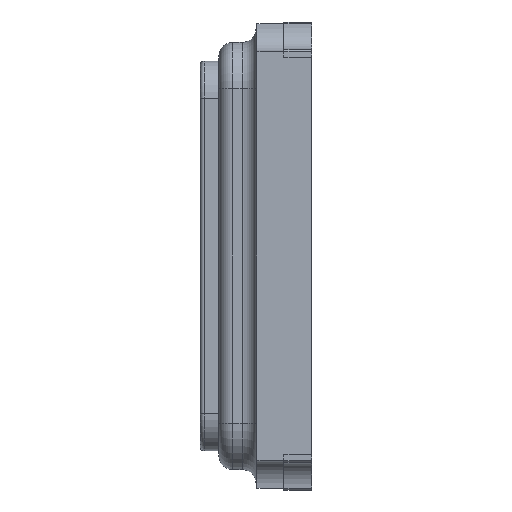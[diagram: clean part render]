
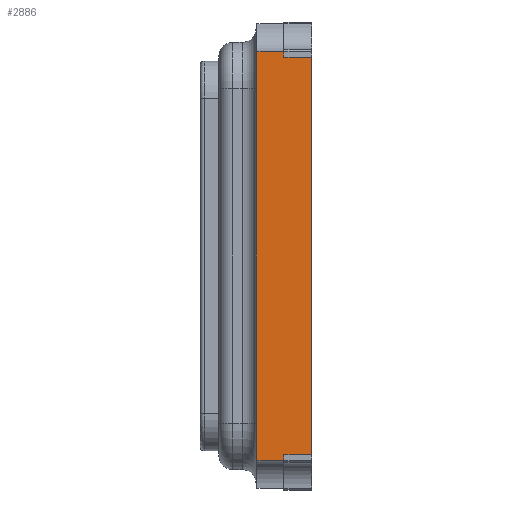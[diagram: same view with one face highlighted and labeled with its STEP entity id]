
A CAD part, left-side view. The second image highlights one B-rep face of the part: STEP entity #2886.
In plain terms, the highlighted planar face has unit normal (-1, 0, 0).
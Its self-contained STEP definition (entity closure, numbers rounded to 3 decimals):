
#67 = VERTEX_POINT ( 'NONE', #975 ) ;
#102 = CARTESIAN_POINT ( 'NONE',  ( -1.6, 0., 1.25 ) ) ;
#130 = VECTOR ( 'NONE', #798, 1000. ) ;
#257 = CARTESIAN_POINT ( 'NONE',  ( -1.6, 0.15, -1.1 ) ) ;
#338 = LINE ( 'NONE', #830, #2701 ) ;
#349 = CARTESIAN_POINT ( 'NONE',  ( -1.6, 0., 1.1 ) ) ;
#425 = LINE ( 'NONE', #349, #475 ) ;
#475 = VECTOR ( 'NONE', #2516, 1000. ) ;
#537 = VECTOR ( 'NONE', #854, 1000. ) ;
#561 = DIRECTION ( 'NONE',  ( 0., 0., -1. ) ) ;
#798 = DIRECTION ( 'NONE',  ( 0., 0., 1. ) ) ;
#800 = EDGE_CURVE ( 'NONE', #2212, #2260, #3077, .T. ) ;
#830 = CARTESIAN_POINT ( 'NONE',  ( -1.6, 0.15, -1.07 ) ) ;
#843 = EDGE_CURVE ( 'NONE', #3912, #67, #3359, .T. ) ;
#854 = DIRECTION ( 'NONE',  ( 0., -1., 0. ) ) ;
#867 = CARTESIAN_POINT ( 'NONE',  ( -1.6, 0., -1.1 ) ) ;
#887 = PLANE ( 'NONE',  #2542 ) ;
#975 = CARTESIAN_POINT ( 'NONE',  ( -1.6, 0.295, -1.1 ) ) ;
#1290 = LINE ( 'NONE', #1806, #537 ) ;
#1331 = ORIENTED_EDGE ( 'NONE', *, *, #2870, .T. ) ;
#1485 = CARTESIAN_POINT ( 'NONE',  ( -1.6, 0.15, 1.1 ) ) ;
#1528 = EDGE_CURVE ( 'NONE', #2260, #3912, #425, .T. ) ;
#1544 = CARTESIAN_POINT ( 'NONE',  ( -1.6, 0.295, 1.1 ) ) ;
#1545 = VECTOR ( 'NONE', #3993, 1000. ) ;
#1570 = ORIENTED_EDGE ( 'NONE', *, *, #3424, .F. ) ;
#1595 = CARTESIAN_POINT ( 'NONE',  ( -1.6, 0., 1.07 ) ) ;
#1602 = LINE ( 'NONE', #867, #1545 ) ;
#1641 = LINE ( 'NONE', #257, #3091 ) ;
#1737 = ORIENTED_EDGE ( 'NONE', *, *, #2204, .F. ) ;
#1806 = CARTESIAN_POINT ( 'NONE',  ( -1.6, 0.15, 1.07 ) ) ;
#2100 = FACE_OUTER_BOUND ( 'NONE', #3623, .T. ) ;
#2112 = EDGE_CURVE ( 'NONE', #2793, #2422, #338, .T. ) ;
#2133 = CARTESIAN_POINT ( 'NONE',  ( -1.6, 0.295, 1.25 ) ) ;
#2204 = EDGE_CURVE ( 'NONE', #2793, #2393, #1641, .T. ) ;
#2212 = VERTEX_POINT ( 'NONE', #2440 ) ;
#2260 = VERTEX_POINT ( 'NONE', #1485 ) ;
#2263 = ORIENTED_EDGE ( 'NONE', *, *, #2112, .T. ) ;
#2371 = CARTESIAN_POINT ( 'NONE',  ( -1.6, 0.15, -1.07 ) ) ;
#2373 = CARTESIAN_POINT ( 'NONE',  ( -1.6, 0.15, 1.1 ) ) ;
#2393 = VERTEX_POINT ( 'NONE', #3112 ) ;
#2422 = VERTEX_POINT ( 'NONE', #3788 ) ;
#2425 = DIRECTION ( 'NONE',  ( 0., 0., -1. ) ) ;
#2440 = CARTESIAN_POINT ( 'NONE',  ( -1.6, 0.15, 1.07 ) ) ;
#2516 = DIRECTION ( 'NONE',  ( 0., 1., 0. ) ) ;
#2542 = AXIS2_PLACEMENT_3D ( 'NONE', #3366, #3096, #2425 ) ;
#2556 = VECTOR ( 'NONE', #3348, 1000. ) ;
#2701 = VECTOR ( 'NONE', #2970, 1000. ) ;
#2706 = VECTOR ( 'NONE', #3782, 1000. ) ;
#2793 = VERTEX_POINT ( 'NONE', #2371 ) ;
#2870 = EDGE_CURVE ( 'NONE', #67, #2393, #1602, .T. ) ;
#2886 = ADVANCED_FACE ( 'NONE', ( #2100 ), #887, .F. ) ;
#2970 = DIRECTION ( 'NONE',  ( 0., -1., 0. ) ) ;
#3007 = ORIENTED_EDGE ( 'NONE', *, *, #1528, .T. ) ;
#3077 = LINE ( 'NONE', #2373, #130 ) ;
#3091 = VECTOR ( 'NONE', #561, 1000. ) ;
#3096 = DIRECTION ( 'NONE',  ( 1., 0., 0. ) ) ;
#3112 = CARTESIAN_POINT ( 'NONE',  ( -1.6, 0.15, -1.1 ) ) ;
#3143 = EDGE_CURVE ( 'NONE', #2422, #3697, #3683, .T. ) ;
#3220 = ORIENTED_EDGE ( 'NONE', *, *, #800, .T. ) ;
#3348 = DIRECTION ( 'NONE',  ( 0., 0., -1. ) ) ;
#3359 = LINE ( 'NONE', #2133, #2556 ) ;
#3366 = CARTESIAN_POINT ( 'NONE',  ( -1.6, 0.3, 1.25 ) ) ;
#3424 = EDGE_CURVE ( 'NONE', #2212, #3697, #1290, .T. ) ;
#3623 = EDGE_LOOP ( 'NONE', ( #3007, #3899, #1331, #1737, #2263, #3974, #1570, #3220 ) ) ;
#3683 = LINE ( 'NONE', #102, #2706 ) ;
#3697 = VERTEX_POINT ( 'NONE', #1595 ) ;
#3782 = DIRECTION ( 'NONE',  ( 0., 0., 1. ) ) ;
#3788 = CARTESIAN_POINT ( 'NONE',  ( -1.6, 0., -1.07 ) ) ;
#3899 = ORIENTED_EDGE ( 'NONE', *, *, #843, .T. ) ;
#3912 = VERTEX_POINT ( 'NONE', #1544 ) ;
#3974 = ORIENTED_EDGE ( 'NONE', *, *, #3143, .T. ) ;
#3993 = DIRECTION ( 'NONE',  ( 0., -1., 0. ) ) ;
